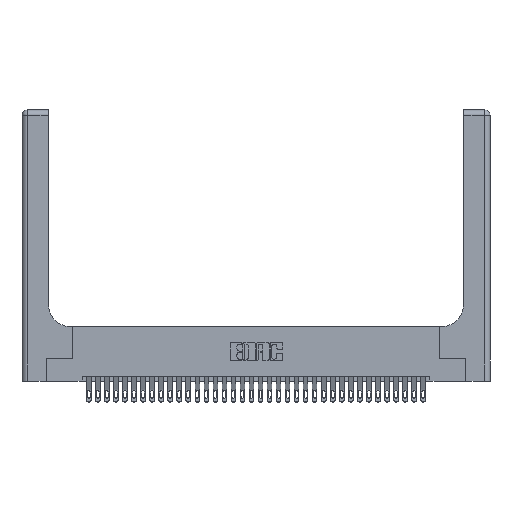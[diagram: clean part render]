
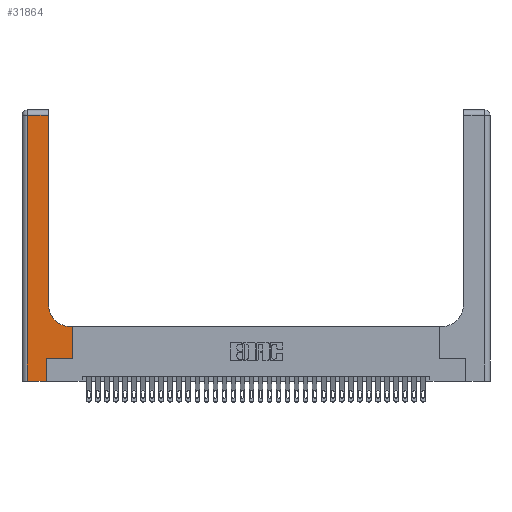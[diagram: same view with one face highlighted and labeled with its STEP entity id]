
A CAD part, top view. The second image highlights one B-rep face of the part: STEP entity #31864.
In plain terms, the highlighted planar face has unit normal (0, 0, 1).
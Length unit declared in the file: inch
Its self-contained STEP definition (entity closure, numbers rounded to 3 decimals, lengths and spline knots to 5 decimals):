
#759 = LINE ( 'NONE', #20066, #28934 ) ;
#1391 = VERTEX_POINT ( 'NONE', #8319 ) ;
#1471 = EDGE_CURVE ( 'NONE', #30859, #17839, #27848, .T. ) ;
#2339 = ORIENTED_EDGE ( 'NONE', *, *, #1471, .T. ) ;
#2354 = VERTEX_POINT ( 'NONE', #7989 ) ;
#2500 = EDGE_CURVE ( 'NONE', #31384, #7071, #26053, .T. ) ;
#2574 = DIRECTION ( 'NONE',  ( 1., 0., 0. ) ) ;
#3069 = DIRECTION ( 'NONE',  ( -1., 0., 0. ) ) ;
#3356 = DIRECTION ( 'NONE',  ( 0., -1., 0. ) ) ;
#4877 = LINE ( 'NONE', #21373, #5317 ) ;
#4919 = DIRECTION ( 'NONE',  ( 1., 0., 0. ) ) ;
#5317 = VECTOR ( 'NONE', #27847, 39.37008 ) ;
#6002 = EDGE_CURVE ( 'NONE', #2354, #31384, #24107, .T. ) ;
#6042 = LINE ( 'NONE', #33988, #28503 ) ;
#6697 = ORIENTED_EDGE ( 'NONE', *, *, #19100, .T. ) ;
#7071 = VERTEX_POINT ( 'NONE', #18661 ) ;
#7251 = CARTESIAN_POINT ( 'NONE',  ( 0.269, 0.25, 0.37 ) ) ;
#7515 = CARTESIAN_POINT ( 'NONE',  ( 0.269, 0.25, 0.37 ) ) ;
#7982 = CARTESIAN_POINT ( 'NONE',  ( 0.5585, 0.6, 0.37 ) ) ;
#7989 = CARTESIAN_POINT ( 'NONE',  ( 0.2915, 0.85, 0.37 ) ) ;
#8319 = CARTESIAN_POINT ( 'NONE',  ( 0.5415, 0.6, 0.37 ) ) ;
#8385 = CARTESIAN_POINT ( 'NONE',  ( 0., 2.94, 0.37 ) ) ;
#8417 = ORIENTED_EDGE ( 'NONE', *, *, #2500, .T. ) ;
#9336 = LINE ( 'NONE', #16574, #27554 ) ;
#10338 = EDGE_CURVE ( 'NONE', #1391, #2354, #10743, .T. ) ;
#10588 = CARTESIAN_POINT ( 'NONE',  ( 0.269, 0., 0.37 ) ) ;
#10743 = CIRCLE ( 'NONE', #17311, 0.25 ) ;
#11776 = VECTOR ( 'NONE', #13823, 39.37008 ) ;
#13738 = CARTESIAN_POINT ( 'NONE',  ( 0.06, 0., 0.37 ) ) ;
#13823 = DIRECTION ( 'NONE',  ( -1., 0., 0. ) ) ;
#16110 = ORIENTED_EDGE ( 'NONE', *, *, #6002, .T. ) ;
#16116 = DIRECTION ( 'NONE',  ( 0., 0., -1. ) ) ;
#16164 = EDGE_LOOP ( 'NONE', ( #16110, #8417, #6697, #27196, #32826, #2339, #31019, #25008, #27597 ) ) ;
#16574 = CARTESIAN_POINT ( 'NONE',  ( 0.5585, 0.25, 0.37 ) ) ;
#17049 = EDGE_CURVE ( 'NONE', #19522, #30859, #4877, .T. ) ;
#17311 = AXIS2_PLACEMENT_3D ( 'NONE', #35286, #16116, #2574 ) ;
#17839 = VERTEX_POINT ( 'NONE', #18051 ) ;
#18012 = EDGE_CURVE ( 'NONE', #27961, #19522, #34702, .T. ) ;
#18051 = CARTESIAN_POINT ( 'NONE',  ( 0.5585, 0.25, 0.37 ) ) ;
#18661 = CARTESIAN_POINT ( 'NONE',  ( 0.06, 2.94, 0.37 ) ) ;
#18766 = VECTOR ( 'NONE', #26829, 39.37008 ) ;
#19100 = EDGE_CURVE ( 'NONE', #7071, #27961, #6042, .T. ) ;
#19522 = VERTEX_POINT ( 'NONE', #10588 ) ;
#19758 = DIRECTION ( 'NONE',  ( 0., 0., -1. ) ) ;
#20066 = CARTESIAN_POINT ( 'NONE',  ( 0.2915, 0.6, 0.37 ) ) ;
#21161 = CARTESIAN_POINT ( 'NONE',  ( 0.2915, 2.94, 0.37 ) ) ;
#21373 = CARTESIAN_POINT ( 'NONE',  ( 0.269, 0., 0.37 ) ) ;
#22455 = VERTEX_POINT ( 'NONE', #7982 ) ;
#22516 = DIRECTION ( 'NONE',  ( -1., 0., 0. ) ) ;
#22673 = PLANE ( 'NONE',  #24695 ) ;
#24107 = LINE ( 'NONE', #30845, #32353 ) ;
#24695 = AXIS2_PLACEMENT_3D ( 'NONE', #33452, #19758, #3069 ) ;
#25008 = ORIENTED_EDGE ( 'NONE', *, *, #32420, .T. ) ;
#25513 = DIRECTION ( 'NONE',  ( 0., 1., 0. ) ) ;
#26053 = LINE ( 'NONE', #8385, #11776 ) ;
#26829 = DIRECTION ( 'NONE',  ( 1., 0., 0. ) ) ;
#27196 = ORIENTED_EDGE ( 'NONE', *, *, #18012, .T. ) ;
#27267 = EDGE_CURVE ( 'NONE', #17839, #22455, #9336, .T. ) ;
#27554 = VECTOR ( 'NONE', #35113, 39.37008 ) ;
#27597 = ORIENTED_EDGE ( 'NONE', *, *, #10338, .T. ) ;
#27847 = DIRECTION ( 'NONE',  ( 0., 1., 0. ) ) ;
#27848 = LINE ( 'NONE', #7515, #18766 ) ;
#27961 = VERTEX_POINT ( 'NONE', #13738 ) ;
#28503 = VECTOR ( 'NONE', #3356, 39.37008 ) ;
#28934 = VECTOR ( 'NONE', #22516, 39.37008 ) ;
#29450 = FACE_OUTER_BOUND ( 'NONE', #16164, .T. ) ;
#30317 = VECTOR ( 'NONE', #4919, 39.37008 ) ;
#30845 = CARTESIAN_POINT ( 'NONE',  ( 0.2915, 3., 0.37 ) ) ;
#30859 = VERTEX_POINT ( 'NONE', #7251 ) ;
#31019 = ORIENTED_EDGE ( 'NONE', *, *, #27267, .T. ) ;
#31384 = VERTEX_POINT ( 'NONE', #21161 ) ;
#31864 = ADVANCED_FACE ( 'NONE', ( #29450 ), #22673, .F. ) ;
#32353 = VECTOR ( 'NONE', #25513, 39.37008 ) ;
#32420 = EDGE_CURVE ( 'NONE', #22455, #1391, #759, .T. ) ;
#32483 = CARTESIAN_POINT ( 'NONE',  ( 0., 0., 0.37 ) ) ;
#32826 = ORIENTED_EDGE ( 'NONE', *, *, #17049, .T. ) ;
#33452 = CARTESIAN_POINT ( 'NONE',  ( 0., 3., 0.37 ) ) ;
#33988 = CARTESIAN_POINT ( 'NONE',  ( 0.06, 3., 0.37 ) ) ;
#34702 = LINE ( 'NONE', #32483, #30317 ) ;
#35113 = DIRECTION ( 'NONE',  ( 0., 1., 0. ) ) ;
#35286 = CARTESIAN_POINT ( 'NONE',  ( 0.5415, 0.85, 0.37 ) ) ;
